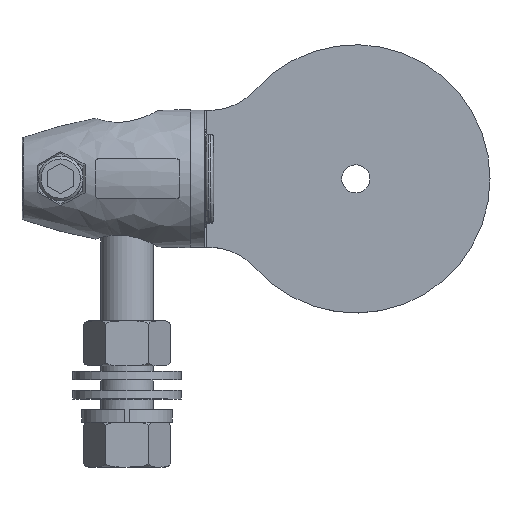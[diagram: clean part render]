
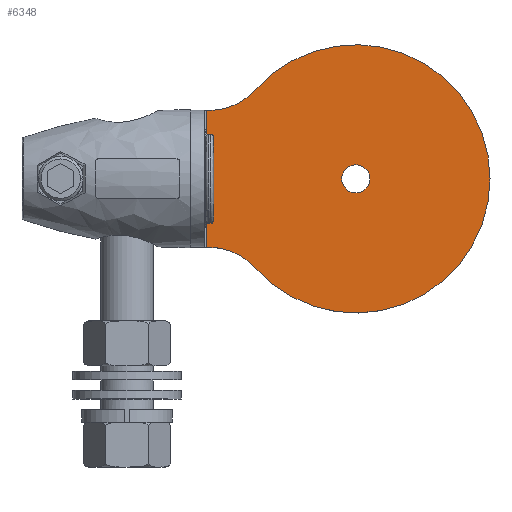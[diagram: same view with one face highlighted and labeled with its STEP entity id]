
A CAD part, top view. The second image highlights one B-rep face of the part: STEP entity #6348.
In plain terms, the highlighted planar face has unit normal (0, 0, 1).
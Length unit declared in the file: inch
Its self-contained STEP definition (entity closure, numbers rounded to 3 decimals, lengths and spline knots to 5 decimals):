
#2075=DIRECTION('',(0.,1.,0.));
#2076=VECTOR('',#2075,1.02362);
#2077=CARTESIAN_POINT('',(0.59673,-0.32283,
-0.78122));
#2078=LINE('',#2077,#2076);
#2159=DIRECTION('',(-1.,0.,0.));
#2160=VECTOR('',#2159,0.01544);
#2161=CARTESIAN_POINT('',(0.61217,-0.32283,
-0.78122));
#2162=LINE('',#2161,#2160);
#2163=DIRECTION('',(1.,0.,0.));
#2164=VECTOR('',#2163,0.01544);
#2165=CARTESIAN_POINT('',(0.59673,0.70079,
-0.78122));
#2166=LINE('',#2165,#2164);
#2167=CARTESIAN_POINT('',(0.61217,1.17323,
-0.78122));
#2168=DIRECTION('',(0.,0.,1.));
#2169=DIRECTION('',(0.,-1.,0.));
#2170=AXIS2_PLACEMENT_3D('',#2167,#2168,#2169);
#2172=CARTESIAN_POINT('',(1.7126,0.18898,
-0.78122));
#2173=DIRECTION('',(0.,0.,-1.));
#2174=DIRECTION('',(-0.745,0.667,0.));
#2175=AXIS2_PLACEMENT_3D('',#2172,#2173,#2174);
#2177=CARTESIAN_POINT('',(0.61217,-0.79528,
-0.78122));
#2178=DIRECTION('',(0.,0.,1.));
#2179=DIRECTION('',(0.745,0.667,0.));
#2180=AXIS2_PLACEMENT_3D('',#2177,#2178,#2179);
#2182=CARTESIAN_POINT('',(1.7126,0.18898,
-0.78122));
#2183=DIRECTION('',(0.,0.,1.));
#2184=DIRECTION('',(1.,0.,0.));
#2185=AXIS2_PLACEMENT_3D('',#2182,#2183,#2184);
#2187=CARTESIAN_POINT('',(1.7126,0.18898,
-0.78122));
#2188=DIRECTION('',(0.,0.,1.));
#2189=DIRECTION('',(-1.,0.,0.));
#2190=AXIS2_PLACEMENT_3D('',#2187,#2188,#2189);
#4324=CARTESIAN_POINT('',(0.61217,0.70079,
-0.78122));
#4326=VERTEX_POINT('',#4324);
#4341=CARTESIAN_POINT('',(0.61217,-0.32283,
-0.78122));
#4342=CARTESIAN_POINT('',(0.59673,-0.32283,
-0.78122));
#4343=VERTEX_POINT('',#4341);
#4344=VERTEX_POINT('',#4342);
#4345=CARTESIAN_POINT('',(0.59673,0.70079,
-0.78122));
#4346=VERTEX_POINT('',#4345);
#4367=CARTESIAN_POINT('',(0.96431,0.85827,
-0.78122));
#4368=VERTEX_POINT('',#4367);
#4369=CARTESIAN_POINT('',(0.96431,-0.48031,
-0.78122));
#4370=VERTEX_POINT('',#4369);
#4375=CARTESIAN_POINT('',(1.81791,0.18898,
-0.78122));
#4376=CARTESIAN_POINT('',(1.60728,0.18898,
-0.78122));
#4377=VERTEX_POINT('',#4375);
#4378=VERTEX_POINT('',#4376);
#6326=CARTESIAN_POINT('',(2.20669,0.18898,
-0.78122));
#6327=DIRECTION('',(0.,0.,-1.));
#6328=DIRECTION('',(1.,0.,0.));
#6329=AXIS2_PLACEMENT_3D('',#6326,#6327,#6328);
#6330=PLANE('',#6329);
#6331=ORIENTED_EDGE('',*,*,#6281,.T.);
#6332=ORIENTED_EDGE('',*,*,#6212,.T.);
#6334=ORIENTED_EDGE('',*,*,#6333,.T.);
#6336=ORIENTED_EDGE('',*,*,#6335,.T.);
#6338=ORIENTED_EDGE('',*,*,#6337,.T.);
#6339=ORIENTED_EDGE('',*,*,#6319,.T.);
#6340=EDGE_LOOP('',(#6331,#6332,#6334,#6336,#6338,#6339));
#6341=FACE_OUTER_BOUND('',#6340,.F.);
#6343=ORIENTED_EDGE('',*,*,#6342,.T.);
#6345=ORIENTED_EDGE('',*,*,#6344,.T.);
#6346=EDGE_LOOP('',(#6343,#6345));
#6347=FACE_BOUND('',#6346,.F.);
#6348=ADVANCED_FACE('',(#6341,#6347),#6330,.F.);
#2171=CIRCLE('',#2170,0.47244);
#2176=CIRCLE('',#2175,1.00394);
#2181=CIRCLE('',#2180,0.47244);
#2186=CIRCLE('',#2185,0.10531);
#2191=CIRCLE('',#2190,0.10531);
#6212=EDGE_CURVE('',#4344,#4346,#2078,.T.);
#6281=EDGE_CURVE('',#4343,#4344,#2162,.T.);
#6319=EDGE_CURVE('',#4370,#4343,#2181,.T.);
#6333=EDGE_CURVE('',#4346,#4326,#2166,.T.);
#6335=EDGE_CURVE('',#4326,#4368,#2171,.T.);
#6337=EDGE_CURVE('',#4368,#4370,#2176,.T.);
#6342=EDGE_CURVE('',#4377,#4378,#2186,.T.);
#6344=EDGE_CURVE('',#4378,#4377,#2191,.T.);
